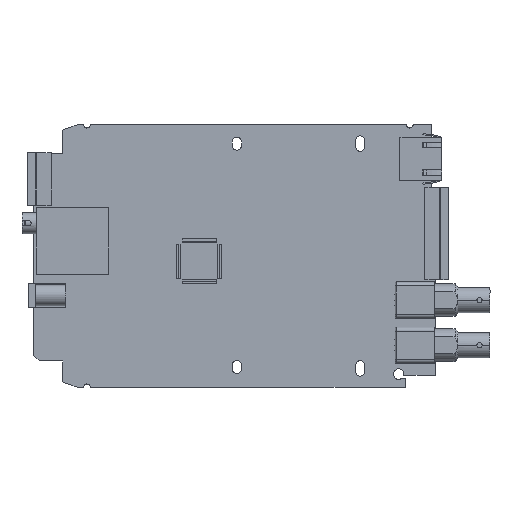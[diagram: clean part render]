
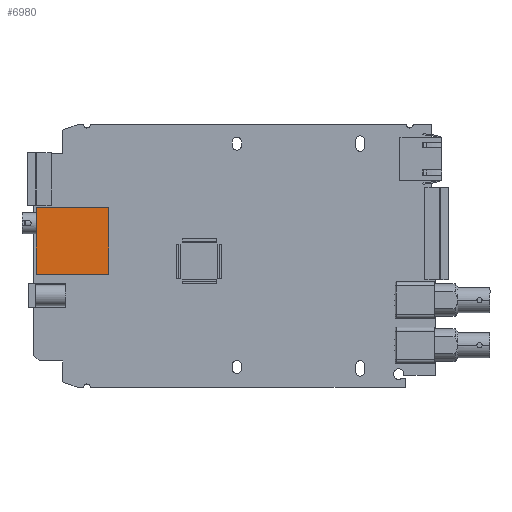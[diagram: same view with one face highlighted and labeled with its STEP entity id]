
A CAD part, front view. The second image highlights one B-rep face of the part: STEP entity #6980.
In plain terms, the highlighted face is planar.
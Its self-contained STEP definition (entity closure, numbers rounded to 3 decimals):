
#154 = VERTEX_POINT ( 'NONE', #5014 ) ;
#155 = VERTEX_POINT ( 'NONE', #5015 ) ;
#158 = VERTEX_POINT ( 'NONE', #5018 ) ;
#160 = VERTEX_POINT ( 'NONE', #5020 ) ;
#987 = EDGE_LOOP ( 'NONE', ( #30377, #30382, #30381, #30384 ) ) ;
#3497 = FACE_OUTER_BOUND ( 'NONE', #987, .T. ) ;
#4256 = CARTESIAN_POINT ( 'NONE',  ( 0., 10., 0. ) ) ;
#4263 = PLANE ( 'NONE',  #25844 ) ;
#4265 = DIRECTION ( 'NONE',  ( 0., 1., 0. ) ) ;
#4266 = DIRECTION ( 'NONE',  ( 0., 0., 1. ) ) ;
#5014 = CARTESIAN_POINT ( 'NONE',  ( -13.75, 10., 12.75 ) ) ;
#5015 = CARTESIAN_POINT ( 'NONE',  ( -13.75, 10., -12.75 ) ) ;
#5018 = CARTESIAN_POINT ( 'NONE',  ( 13.75, 10., 12.75 ) ) ;
#5020 = CARTESIAN_POINT ( 'NONE',  ( 13.75, 10., -12.75 ) ) ;
#6980 = ADVANCED_FACE ( 'NONE', ( #3497 ), #4263, .T. ) ;
#12124 = CARTESIAN_POINT ( 'NONE',  ( -13.75, 10., 12.75 ) ) ;
#12132 = DIRECTION ( 'NONE',  ( 0., 0., 1. ) ) ;
#12135 = CARTESIAN_POINT ( 'NONE',  ( 13.75, 10., 12.75 ) ) ;
#12136 = CARTESIAN_POINT ( 'NONE',  ( 13.75, 10., 12.75 ) ) ;
#12142 = DIRECTION ( 'NONE',  ( 1., 0., 0. ) ) ;
#12147 = DIRECTION ( 'NONE',  ( 0., 0., -1. ) ) ;
#12150 = CARTESIAN_POINT ( 'NONE',  ( 13.75, 10., -12.75 ) ) ;
#12151 = DIRECTION ( 'NONE',  ( -1., 0., 0. ) ) ;
#12442 = LINE ( 'NONE', #12124, #12447 ) ;
#12446 = LINE ( 'NONE', #12136, #12456 ) ;
#12447 = VECTOR ( 'NONE', #12132, 1000. ) ;
#12453 = LINE ( 'NONE', #12135, #12462 ) ;
#12456 = VECTOR ( 'NONE', #12142, 1000. ) ;
#12462 = VECTOR ( 'NONE', #12147, 1000. ) ;
#12463 = LINE ( 'NONE', #12150, #12466 ) ;
#12466 = VECTOR ( 'NONE', #12151, 1000. ) ;
#14792 = EDGE_CURVE ( 'NONE', #155, #154, #12442, .T. ) ;
#14797 = EDGE_CURVE ( 'NONE', #154, #158, #12446, .T. ) ;
#14800 = EDGE_CURVE ( 'NONE', #158, #160, #12453, .T. ) ;
#14802 = EDGE_CURVE ( 'NONE', #160, #155, #12463, .T. ) ;
#25844 = AXIS2_PLACEMENT_3D ( 'NONE', #4256, #4265, #4266 ) ;
#30377 = ORIENTED_EDGE ( 'NONE', *, *, #14792, .T. ) ;
#30381 = ORIENTED_EDGE ( 'NONE', *, *, #14800, .T. ) ;
#30382 = ORIENTED_EDGE ( 'NONE', *, *, #14797, .T. ) ;
#30384 = ORIENTED_EDGE ( 'NONE', *, *, #14802, .T. ) ;
